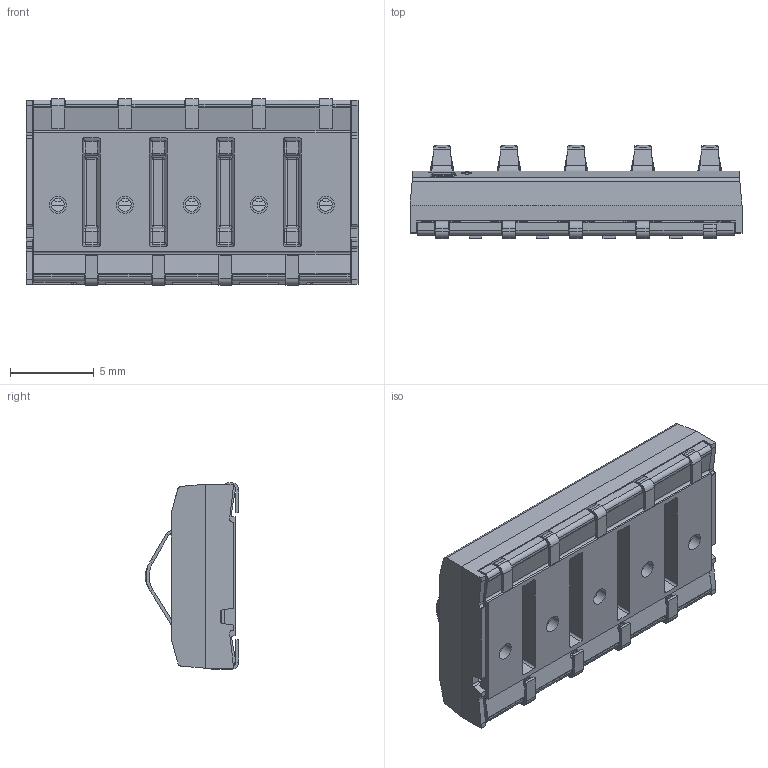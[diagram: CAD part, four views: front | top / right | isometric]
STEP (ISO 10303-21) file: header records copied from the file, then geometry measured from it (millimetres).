
FILE_DESCRIPTION((''),'2;1');
FILE_NAME('33756-73710','2021-04-30T07:04:59',('RICKB'),('Bourns, Inc.'),'CREO PARAMETRIC BY PTC INC, 2018050','CREO PARAMETRIC BY PTC INC, 2018050','');
FILE_SCHEMA(('AUTOMOTIVE_DESIGN { 1 0 10303 214 1 1 1 1 }'));
Products named in the file (1): 33756-73710
Bounding box: 19.84 x 5.58 x 11.15 mm (x, y, z)
Volume: 385.3 mm3; surface area: 1718.5 mm2
Topology: 1 solids, 1 shells, 1509 faces, 4085 edges, 2514 vertices
Faces by surface type: plane 978, cylinder 385, bspline 114, sphere 32
Entity records: 66030 total; most frequent: CARTESIAN_POINT 16381, ORIENTED_EDGE 8130, DIRECTION 7161, PRESENTATION_STYLE_ASSIGNMENT 4086, STYLED_ITEM 4066, CURVE_STYLE 4065, EDGE_CURVE 4065, VECTOR 2939
